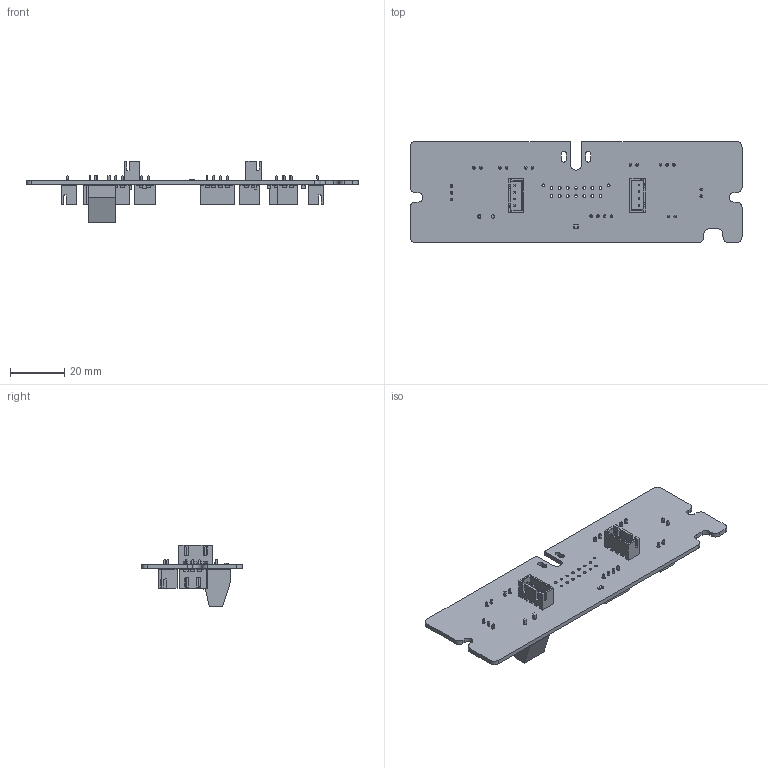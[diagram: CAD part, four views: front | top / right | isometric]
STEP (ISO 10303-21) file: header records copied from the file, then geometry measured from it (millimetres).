
FILE_DESCRIPTION(('KiCad electronic assembly'),'2;1');
FILE_NAME('V0-UmbilicalBoard.step','2022-04-02T19:28:08',('An Author'),( 'A Company'),'Open CASCADE STEP processor 7.5', 'KiCad to STEP converter','Unknown');
FILE_SCHEMA(('AUTOMOTIVE_DESIGN { 1 0 10303 214 1 1 1 1 }'));
Length unit declared in the file: millimetre
Products named in the file (14): Open CASCADE STEP translator 7.5 1; JST_XH_B2B-XH-A_1x02_P2.50mm_Vertical; SOLID; JST_XH_B4B-XH-A_1x04_P2.50mm_Vertical; JST_XH_B3B-XH-A_1x03_P2.50mm_Vertical; C_0805_2012Metric; TerminalBlock_Phoenix_MKDS-1,5-2-5.08_1x02_P5.08mm_Horizontal; R_0805_2012Metric; COMPOUND
Assembly tree (23 placements, depth 3):
  Open CASCADE STEP translator 7.5 1
    JST_XH_B2B-XH-A_1x02_P2.50mm_Vertical  x6
      SOLID
    JST_XH_B4B-XH-A_1x04_P2.50mm_Vertical  x3
      SOLID
    JST_XH_B3B-XH-A_1x03_P2.50mm_Vertical  x2
      SOLID
    C_0805_2012Metric  x3
      SOLID
    TerminalBlock_Phoenix_MKDS-1,5-2-5.08_1x02_P5.08mm_Horizontal
      SOLID
    R_0805_2012Metric
      SOLID
    COMPOUND
Bounding box: 122 x 37 x 22.5 mm (x, y, z)
Volume: 10068.1 mm3; surface area: 16265.1 mm2
Topology: 17 solids, 17 shells, 1482 faces, 3932 edges, 2554 vertices
Faces by surface type: plane 1313, cylinder 161, bspline 8
Full cylindrical faces by diameter (mm): 0.95 x18, 1 x28, 1.3 x2, 3.8 x2, 4 x2
Entity records: 42036 total; most frequent: CARTESIAN_POINT 6510, DIRECTION 6024, LINE 4134, VECTOR 4134, ORIENTED_EDGE 3100, PCURVE 3100, DEFINITIONAL_REPRESENTATION 3100, EDGE_CURVE 1550
